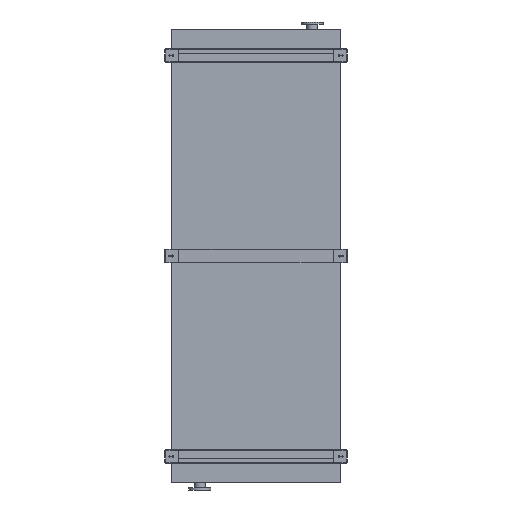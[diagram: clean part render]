
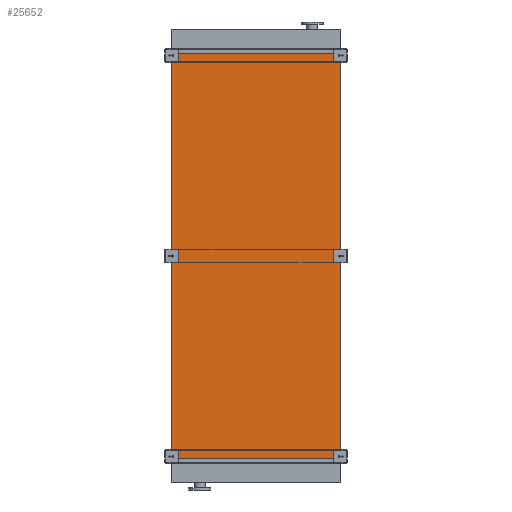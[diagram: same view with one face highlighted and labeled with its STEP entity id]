
A CAD part, front view. The second image highlights one B-rep face of the part: STEP entity #25652.
In plain terms, the highlighted planar face has unit normal (0, -1, 0).
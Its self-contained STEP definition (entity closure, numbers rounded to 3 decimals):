
#177 = ORIENTED_EDGE ( 'NONE', *, *, #8041, .T. ) ;
#695 = LINE ( 'NONE', #14771, #13673 ) ;
#2463 = DIRECTION ( 'NONE',  ( 1., 0., 0. ) ) ;
#2717 = CARTESIAN_POINT ( 'NONE',  ( 845., 0., -4050. ) ) ;
#2777 = VECTOR ( 'NONE', #10007, 1000. ) ;
#5509 = CARTESIAN_POINT ( 'NONE',  ( -845., 0., 0. ) ) ;
#6865 = ORIENTED_EDGE ( 'NONE', *, *, #31305, .F. ) ;
#6890 = DIRECTION ( 'NONE',  ( 0., -1., 0. ) ) ;
#7546 = CARTESIAN_POINT ( 'NONE',  ( -845., 0., -4050. ) ) ;
#8041 = EDGE_CURVE ( 'NONE', #27477, #19420, #695, .T. ) ;
#8312 = LINE ( 'NONE', #5509, #9838 ) ;
#9127 = CARTESIAN_POINT ( 'NONE',  ( 845., 0., 0. ) ) ;
#9838 = VECTOR ( 'NONE', #19972, 1000. ) ;
#10007 = DIRECTION ( 'NONE',  ( 0., 0., 1. ) ) ;
#13044 = EDGE_CURVE ( 'NONE', #25978, #27477, #25641, .T. ) ;
#13673 = VECTOR ( 'NONE', #29345, 1000. ) ;
#14771 = CARTESIAN_POINT ( 'NONE',  ( 845., 0., -4050. ) ) ;
#17571 = FACE_OUTER_BOUND ( 'NONE', #31155, .T. ) ;
#18923 = CARTESIAN_POINT ( 'NONE',  ( -845., 0., -4050. ) ) ;
#19034 = PLANE ( 'NONE',  #28947 ) ;
#19420 = VERTEX_POINT ( 'NONE', #9127 ) ;
#19972 = DIRECTION ( 'NONE',  ( 1., 0., 0. ) ) ;
#21957 = CARTESIAN_POINT ( 'NONE',  ( -845., 0., -4050. ) ) ;
#22218 = LINE ( 'NONE', #7546, #2777 ) ;
#22222 = VERTEX_POINT ( 'NONE', #23016 ) ;
#23016 = CARTESIAN_POINT ( 'NONE',  ( -845., 0., 0. ) ) ;
#23909 = DIRECTION ( 'NONE',  ( 0., 0., -1. ) ) ;
#24430 = ORIENTED_EDGE ( 'NONE', *, *, #13044, .T. ) ;
#25270 = CARTESIAN_POINT ( 'NONE',  ( -845., 0., -4050. ) ) ;
#25641 = LINE ( 'NONE', #21957, #27512 ) ;
#25652 = ADVANCED_FACE ( 'NONE', ( #17571 ), #19034, .T. ) ;
#25978 = VERTEX_POINT ( 'NONE', #25270 ) ;
#27087 = EDGE_CURVE ( 'NONE', #25978, #22222, #22218, .T. ) ;
#27477 = VERTEX_POINT ( 'NONE', #2717 ) ;
#27512 = VECTOR ( 'NONE', #2463, 1000. ) ;
#28947 = AXIS2_PLACEMENT_3D ( 'NONE', #18923, #6890, #23909 ) ;
#29213 = ORIENTED_EDGE ( 'NONE', *, *, #27087, .F. ) ;
#29345 = DIRECTION ( 'NONE',  ( 0., 0., 1. ) ) ;
#31155 = EDGE_LOOP ( 'NONE', ( #6865, #29213, #24430, #177 ) ) ;
#31305 = EDGE_CURVE ( 'NONE', #22222, #19420, #8312, .T. ) ;
